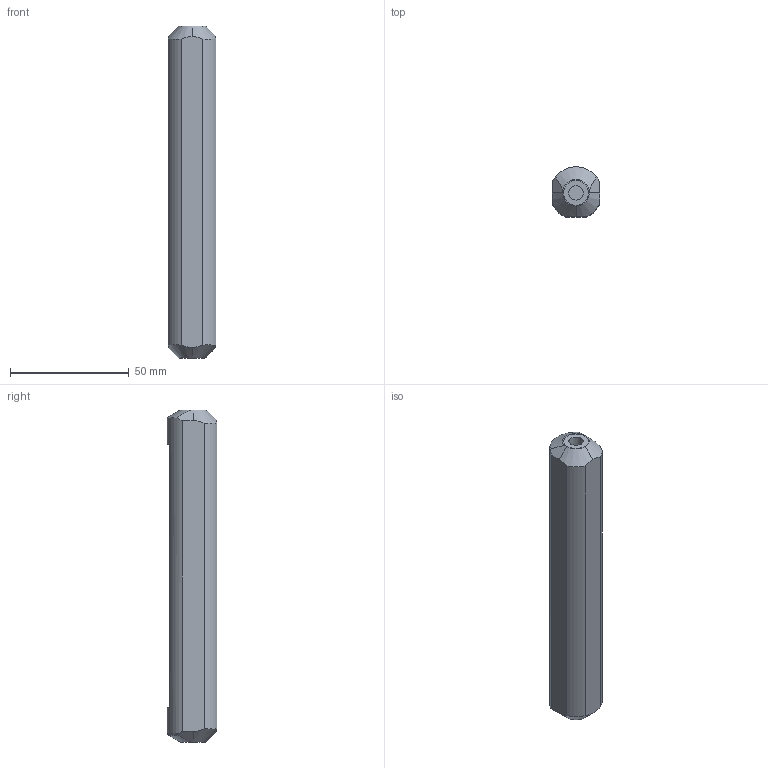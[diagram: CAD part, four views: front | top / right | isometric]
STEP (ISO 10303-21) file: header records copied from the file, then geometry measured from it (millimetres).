
FILE_DESCRIPTION(/* description */ (''),/* implementation_level */ '2;1');
FILE_NAME(/* name */ '1646711059862.stp',/* time_stamp */ '2022-03-08T09:14:30+06:00',/* author */ (''),/* organization */ ('SMS'),/* preprocessor_version */ 'ST-DEVELOPER v16.7',/* originating_system */ 'SIEMENS PLM Software NX 12.0',/* authorisation */ '');
FILE_SCHEMA (('AUTOMOTIVE_DESIGN { 1 0 10303 214 3 1 1 1 }'));
Length unit declared in the file: millimetre
Products named in the file (1): 204013972mod000_00
Bounding box: 20 x 20.99 x 140 mm (x, y, z)
Volume: 47628 mm3; surface area: 10561.4 mm2
Topology: 1 solids, 1 shells, 31 faces, 77 edges, 56 vertices
Faces by surface type: plane 14, cone 7, torus 5, cylinder 5
Full cylindrical faces by diameter (mm): 4 x1, 6.016 x1
Entity records: 1116 total; most frequent: CARTESIAN_POINT 292, DIRECTION 159, ORIENTED_EDGE 158, EDGE_CURVE 79, AXIS2_PLACEMENT_3D 67, VERTEX_POINT 55, EDGE_LOOP 36, ADVANCED_FACE 31
